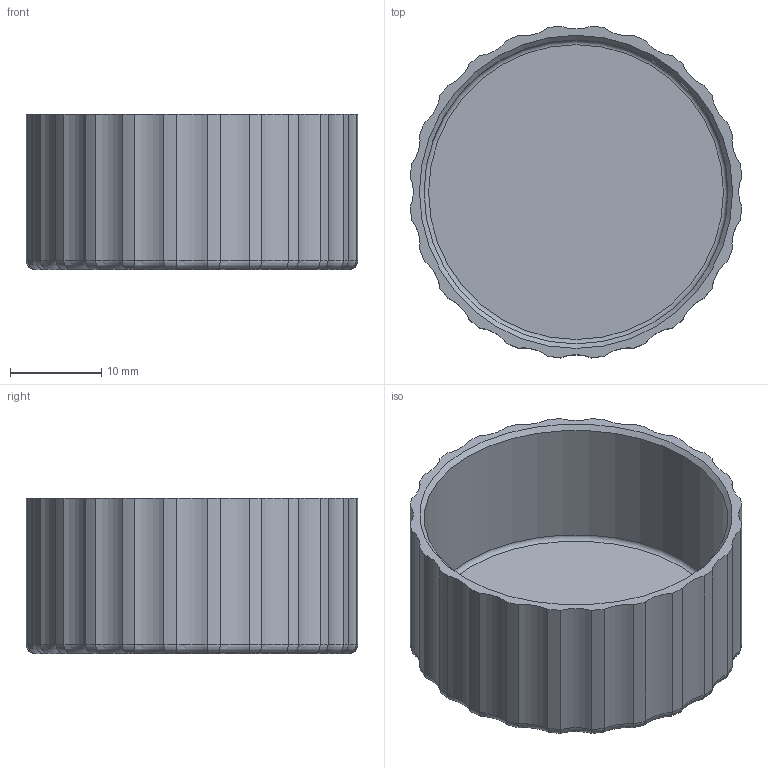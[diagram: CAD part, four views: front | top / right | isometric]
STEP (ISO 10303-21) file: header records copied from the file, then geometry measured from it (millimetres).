
FILE_DESCRIPTION(('FreeCAD Model'),'2;1');
FILE_NAME('Open CASCADE Shape Model','2025-06-25T10:04:44',('BT'),(''), 'Open CASCADE STEP processor 7.8','FreeCAD','Unknown');
FILE_SCHEMA(('AUTOMOTIVE_DESIGN { 1 0 10303 214 1 1 1 1 }'));
Length unit declared in the file: millimetre
Products named in the file (1): Body
Bounding box: 36.35 x 36.35 x 17 mm (x, y, z)
Volume: 4318.5 mm3; surface area: 5497.4 mm2
Topology: 1 solids, 1 shells, 102 faces, 247 edges, 148 vertices
Faces by surface type: cylinder 49, torus 49, plane 3, cone 1
Full cylindrical faces by diameter (mm): 33.3 x1
Entity records: 3933 total; most frequent: CARTESIAN_POINT 1506, DIRECTION 554, ORIENTED_EDGE 494, AXIS2_PLACEMENT_3D 252, EDGE_CURVE 247, CIRCLE 149, VERTEX_POINT 148, FACE_BOUND 103
